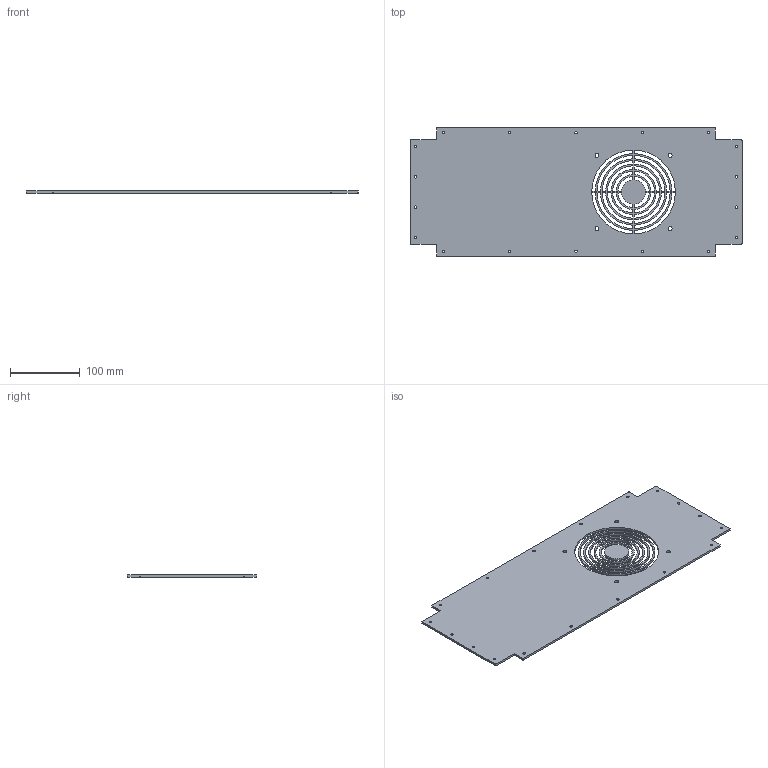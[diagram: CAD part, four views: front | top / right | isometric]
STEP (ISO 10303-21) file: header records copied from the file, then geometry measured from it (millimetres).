
FILE_DESCRIPTION(/* description */ (''),/* implementation_level */ '2;1');
FILE_NAME(/* name */ 'Elektrokasten boden v4.step',/* time_stamp */ '2021-10-05T13:24:08+02:00',/* author */ (''),/* organization */ (''),/* preprocessor_version */ 'ST-DEVELOPER v18.1',/* originating_system */ 'Autodesk Translation Framework v10.10.0.1391',/* authorisation */ '');
FILE_SCHEMA (('AUTOMOTIVE_DESIGN { 1 0 10303 214 3 1 1 }'));
Length unit declared in the file: millimetre
Products named in the file (1): Elektrokasten boden
Bounding box: 476 x 186 x 3 mm (x, y, z)
Volume: 235400.3 mm3; surface area: 170892.7 mm2
Topology: 1 solids, 1 shells, 140 faces, 414 edges, 276 vertices
Faces by surface type: cylinder 78, plane 62
Full cylindrical faces by diameter (mm): 3.5 x18, 5.4 x1, 5.5 x3
Entity records: 4958 total; most frequent: DIRECTION 852, CARTESIAN_POINT 831, ORIENTED_EDGE 828, EDGE_CURVE 414, AXIS2_PLACEMENT_3D 297, VERTEX_POINT 276, LINE 258, VECTOR 258
